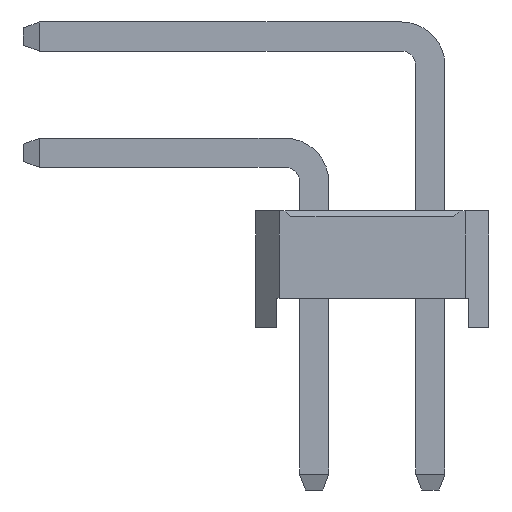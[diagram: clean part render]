
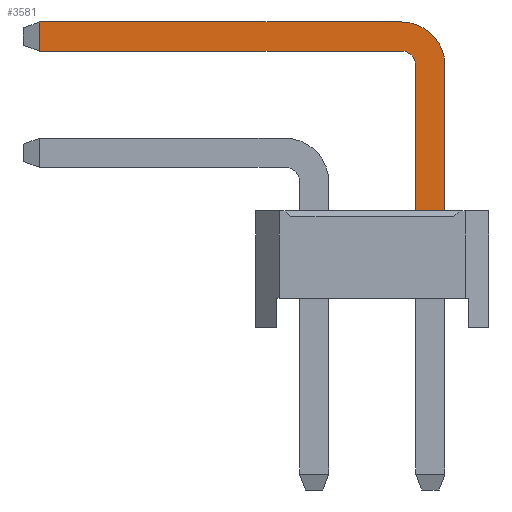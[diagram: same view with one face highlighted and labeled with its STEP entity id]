
A CAD part, left-side view. The second image highlights one B-rep face of the part: STEP entity #3581.
In plain terms, the highlighted planar face has unit normal (-1, 0, 0).
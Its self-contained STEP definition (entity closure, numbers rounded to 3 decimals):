
#3581=ADVANCED_FACE('',(#15617),#15619,.T.);
#15617=FACE_BOUND('',#15618,.T.);
#15618=EDGE_LOOP('',(#25363,#25364,#25365,#25366,#25367,#25368,#25369,#25370));
#15619=PLANE('',#15620);
#15620=AXIS2_PLACEMENT_3D('',#15621,#15622,#15623);
#15621=CARTESIAN_POINT('',(-0.25,-1.75,-2.8));
#15622=DIRECTION('',(-1.,0.,0.));
#15623=DIRECTION('',(0.,-1.,0.));
#25363=ORIENTED_EDGE('',*,*,#31362,.F.);
#25364=ORIENTED_EDGE('',*,*,#31363,.F.);
#25365=ORIENTED_EDGE('',*,*,#31364,.F.);
#25366=ORIENTED_EDGE('',*,*,#31365,.F.);
#25367=ORIENTED_EDGE('',*,*,#29853,.T.);
#25368=ORIENTED_EDGE('',*,*,#31361,.T.);
#25369=ORIENTED_EDGE('',*,*,#31366,.T.);
#25370=ORIENTED_EDGE('',*,*,#31367,.T.);
#29853=EDGE_CURVE('',#33601,#33599,#33602,.T.);
#31361=EDGE_CURVE('',#33599,#36189,#36191,.T.);
#31362=EDGE_CURVE('',#36192,#36193,#36194,.T.);
#31363=EDGE_CURVE('',#36195,#36192,#36196,.T.);
#31364=EDGE_CURVE('',#36197,#36195,#36198,.T.);
#31365=EDGE_CURVE('',#33601,#36197,#36199,.T.);
#31366=EDGE_CURVE('',#36189,#36200,#36201,.T.);
#31367=EDGE_CURVE('',#36200,#36193,#36202,.T.);
#33599=VERTEX_POINT('',#39814);
#33601=VERTEX_POINT('',#39818);
#33602=LINE('',#39819,#39820);
#36189=VERTEX_POINT('',#45518);
#36191=LINE('',#45522,#45523);
#36192=VERTEX_POINT('',#45525);
#36193=VERTEX_POINT('',#45526);
#36194=LINE('',#45527,#45528);
#36195=VERTEX_POINT('',#45530);
#36196=LINE('',#45531,#45532);
#36197=VERTEX_POINT('',#45534);
#36198=CIRCLE('',#45535,0.25);
#36199=LINE('',#45539,#45540);
#36200=VERTEX_POINT('',#45542);
#36201=CIRCLE('',#45543,0.75);
#36202=LINE('',#45547,#45548);
#39814=CARTESIAN_POINT('',(-0.25,-2.25,2.));
#39818=CARTESIAN_POINT('',(-0.25,-1.75,2.));
#39819=CARTESIAN_POINT('',(-0.25,-1.75,2.));
#39820=VECTOR('',#39821,1.);
#39821=DIRECTION('',(0.,-1.,0.));
#45518=CARTESIAN_POINT('',(-0.25,-2.25,4.5));
#45522=CARTESIAN_POINT('',(-0.25,-2.25,2.));
#45523=VECTOR('',#45524,1.);
#45524=DIRECTION('',(0.,0.,1.));
#45525=CARTESIAN_POINT('',(-0.25,4.725,4.75));
#45526=CARTESIAN_POINT('',(-0.25,4.725,5.25));
#45527=CARTESIAN_POINT('',(-0.25,4.725,4.75));
#45528=VECTOR('',#45529,1.);
#45529=DIRECTION('',(0.,0.,1.));
#45530=CARTESIAN_POINT('',(-0.25,-1.5,4.75));
#45531=CARTESIAN_POINT('',(-0.25,-1.5,4.75));
#45532=VECTOR('',#45533,1.);
#45533=DIRECTION('',(0.,1.,0.));
#45534=CARTESIAN_POINT('',(-0.25,-1.75,4.5));
#45535=AXIS2_PLACEMENT_3D('',#45536,#45537,#45538);
#45536=CARTESIAN_POINT('',(-0.25,-1.5,4.5));
#45537=DIRECTION('',(-1.,-0.,0.));
#45538=DIRECTION('',(0.,-1.,0.));
#45539=CARTESIAN_POINT('',(-0.25,-1.75,2.));
#45540=VECTOR('',#45541,1.);
#45541=DIRECTION('',(0.,0.,1.));
#45542=CARTESIAN_POINT('',(-0.25,-1.5,5.25));
#45543=AXIS2_PLACEMENT_3D('',#45544,#45545,#45546);
#45544=CARTESIAN_POINT('',(-0.25,-1.5,4.5));
#45545=DIRECTION('',(-1.,-0.,0.));
#45546=DIRECTION('',(0.,-1.,0.));
#45547=CARTESIAN_POINT('',(-0.25,-1.5,5.25));
#45548=VECTOR('',#45549,1.);
#45549=DIRECTION('',(0.,1.,0.));
